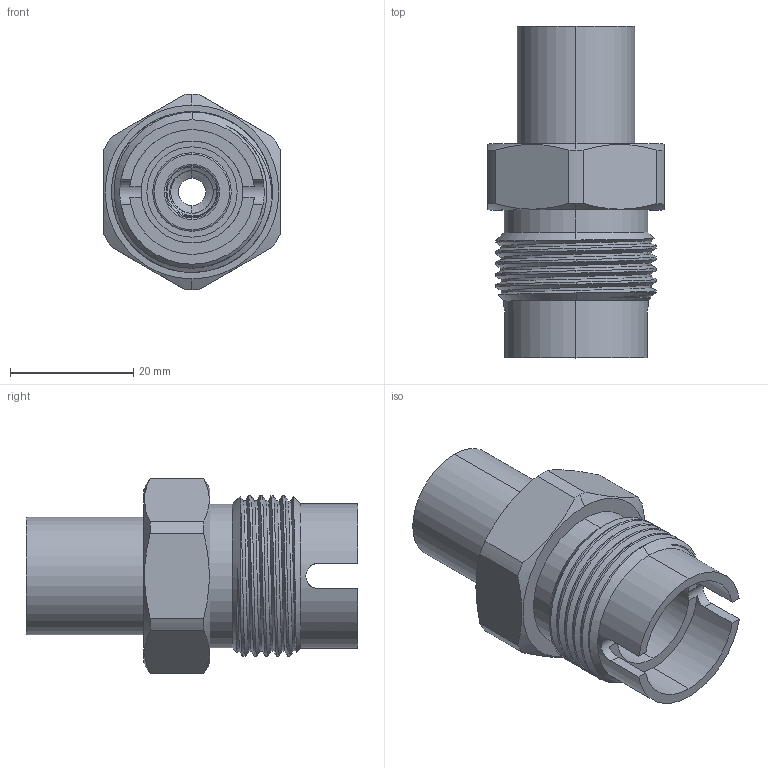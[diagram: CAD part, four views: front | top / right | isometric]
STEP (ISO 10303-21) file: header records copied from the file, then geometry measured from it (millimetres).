
FILE_DESCRIPTION (( 'STEP AP203' ), '1' );
FILE_NAME ('AD-632MSS-12TS-R.step', '2025-10-30T13:24:45', ( '' ), ( '' ), 'SwSTEP 2.0', 'SolidWorks 2018', '' );
FILE_SCHEMA (( 'CONFIG_CONTROL_DESIGN' ));
Length unit declared in the file: inch
Products named in the file (1): AD-632MSS-12TS-R
Bounding box: 28.57 x 53.85 x 31.75 mm (x, y, z)
Volume: 17356.2 mm3; surface area: 7583.1 mm2
Topology: 1 solids, 1 shells, 188 faces, 565 edges, 393 vertices
Faces by surface type: plane 61, bspline 60, cylinder 49, cone 14, torus 4
Entity records: 16820 total; most frequent: CARTESIAN_POINT 12203, ORIENTED_EDGE 1130, DIRECTION 654, EDGE_CURVE 565, VERTEX_POINT 393, B_SPLINE_CURVE_WITH_KNOTS 251, LINE 232, VECTOR 232
